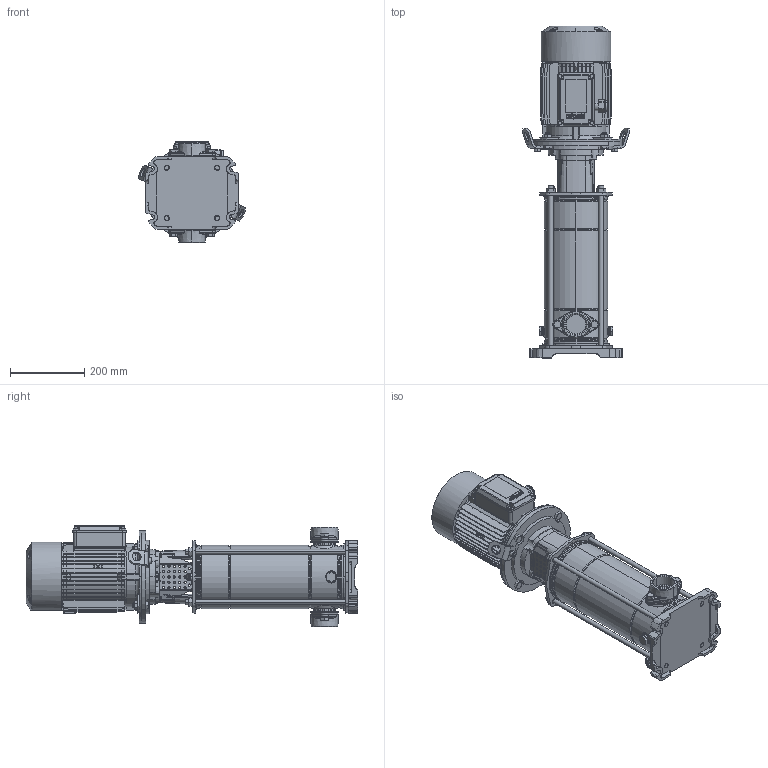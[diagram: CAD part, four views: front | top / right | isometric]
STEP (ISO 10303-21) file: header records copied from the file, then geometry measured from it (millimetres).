
FILE_DESCRIPTION (( 'STEP AP214' ), '1' );
FILE_NAME ('10010392swa01.step', '2021-09-21T14:41:18', ( '' ), ( '' ), 'SwSTEP 2.0', 'SolidWorks 2020', '' );
FILE_SCHEMA (( 'AUTOMOTIVE_DESIGN' ));
Length unit declared in the file: millimetre
Products named in the file (22): 3.92.269swp01_3_92_269_Sempl.; 10000022swn00_M12x35 UNI 5737 6.8; 10007568swp00_M90 B5-De250; 10010392swa01; 4.92.225swp04; 4.92.223swp01_M14 X 453; 10000016swn00_M12x25 8.8; 10000033swn00_M10x14 A2; 3.92.270swp01_3.92.270 Semplificato; 10000006swn00_M14 A2-70; 10008798swn00_OR3243 - 61.6x2.62 - EPDM; 10007431swp00_Flangia mot.112; 10007571swp00_90 SZ VERT; 3.92.280swp01_2005 Sempl.; 10010320swa01; 4.92.228swp01_AISI 304; 10007576swa00_M90 VERT.; 10007670swn00_M25x1.5; 4.92.204swp01_VERSIONE MACCHINA UTENSILE; 3.92.244swp01_Semplificato; 4.92.211swp01; 10000005swn00_M12 õ
Assembly tree (42 placements, depth 3):
  10010392swa01
    10007576swa00_M90 VERT.
      10007568swp00_M90 B5-De250
      10007571swp00_90 SZ VERT
      10007670swn00_M25x1.5
    10010320swa01
      3.92.244swp01_Semplificato
      3.92.280swp01_2005 Sempl.
      3.92.269swp01_3_92_269_Sempl.
      4.92.223swp01_M14 X 453  x4
      10007431swp00_Flangia mot.112
      10000006swn00_M14 A2-70  x4
      3.92.270swp01_3.92.270 Semplificato
      4.92.204swp01_VERSIONE MACCHINA UTENSILE  x2
      4.92.225swp04  x2
      4.92.211swp01  x2
      10000033swn00_M10x14 A2  x2
      4.92.228swp01_AISI 304  x2
      10008798swn00_OR3243 - 61.6x2.62 - EPDM  x2
      10000016swn00_M12x25 8.8  x4
    10000022swn00_M12x35 UNI 5737 6.8  x4
    10000005swn00_M12 õ  x4
Bounding box: 287.8 x 893.1 x 273.2 mm (x, y, z)
Volume: 21011477.5 mm3; surface area: 1787584.3 mm2
Topology: 71 solids, 75 shells, 3699 faces, 9279 edges, 5828 vertices
Faces by surface type: plane 1641, cylinder 836, cone 763, bspline 284, torus 167, sphere 8
Entity records: 103253 total; most frequent: CARTESIAN_POINT 29235, ORIENTED_EDGE 15194, DIRECTION 14329, EDGE_CURVE 7597, AXIS2_PLACEMENT_3D 5134, VERTEX_POINT 4860, VECTOR 4061, LINE 4061
